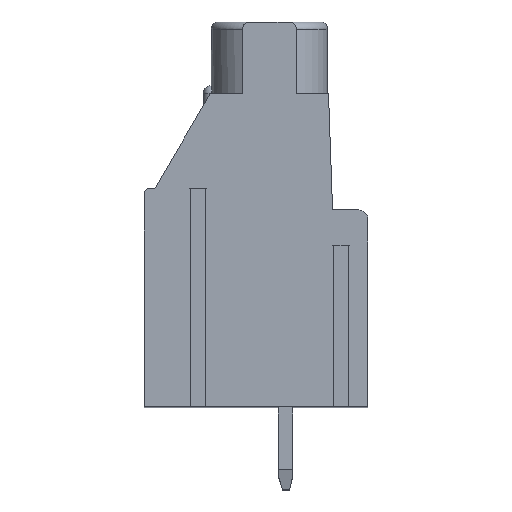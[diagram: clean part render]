
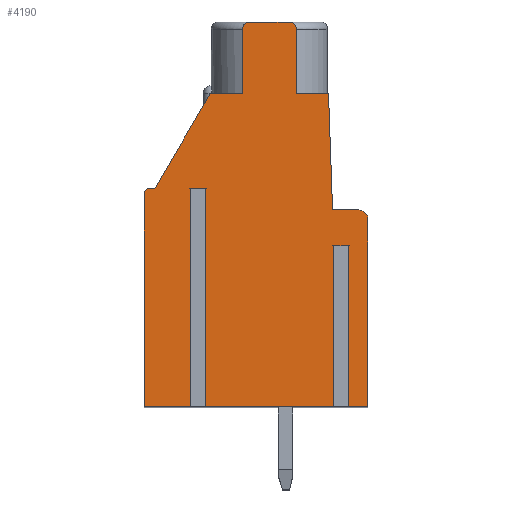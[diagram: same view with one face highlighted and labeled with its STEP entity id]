
A CAD part, top view. The second image highlights one B-rep face of the part: STEP entity #4190.
In plain terms, the highlighted planar face has unit normal (0, 0, 1).
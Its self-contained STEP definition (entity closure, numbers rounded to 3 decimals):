
#27=DIRECTION('',(-1.,0.,0.));
#28=VECTOR('',#27,0.82);
#29=CARTESIAN_POINT('',(-2.09,1.2,26.67));
#30=LINE('',#29,#28);
#31=DIRECTION('',(0.,1.,0.));
#32=VECTOR('',#31,12.2);
#33=CARTESIAN_POINT('',(-2.91,-11.,26.67));
#34=LINE('',#33,#32);
#35=DIRECTION('',(1.,0.,0.));
#36=VECTOR('',#35,2.59);
#37=CARTESIAN_POINT('',(-5.5,-11.,26.67));
#38=LINE('',#37,#36);
#39=DIRECTION('',(0.,-1.,0.));
#40=VECTOR('',#39,11.9);
#41=CARTESIAN_POINT('',(-5.5,0.9,26.67));
#42=LINE('',#41,#40);
#43=CARTESIAN_POINT('',(-5.2,0.9,26.67));
#44=DIRECTION('',(0.,0.,1.));
#45=DIRECTION('',(0.,1.,0.));
#46=AXIS2_PLACEMENT_3D('',#43,#44,#45);
#48=DIRECTION('',(-1.,0.,0.));
#49=VECTOR('',#48,0.3);
#50=CARTESIAN_POINT('',(-4.9,1.2,26.67));
#51=LINE('',#50,#49);
#52=DIRECTION('',(-0.505,-0.863,0.));
#53=VECTOR('',#52,6.14);
#54=CARTESIAN_POINT('',(-1.8,6.5,26.67));
#55=LINE('',#54,#53);
#56=DIRECTION('',(-1.,0.,0.));
#57=VECTOR('',#56,1.8);
#58=CARTESIAN_POINT('',(0.,6.5,26.67));
#59=LINE('',#58,#57);
#60=DIRECTION('',(0.,-1.,0.));
#61=VECTOR('',#60,3.6);
#62=CARTESIAN_POINT('',(0.,10.1,26.67));
#63=LINE('',#62,#61);
#64=CARTESIAN_POINT('',(0.4,10.1,26.67));
#65=DIRECTION('',(0.,0.,1.));
#66=DIRECTION('',(0.,1.,0.));
#67=AXIS2_PLACEMENT_3D('',#64,#65,#66);
#69=DIRECTION('',(-1.,0.,0.));
#70=VECTOR('',#69,2.2);
#71=CARTESIAN_POINT('',(2.6,10.5,26.67));
#72=LINE('',#71,#70);
#73=CARTESIAN_POINT('',(2.6,10.1,26.67));
#74=DIRECTION('',(0.,0.,1.));
#75=DIRECTION('',(1.,0.,0.));
#76=AXIS2_PLACEMENT_3D('',#73,#74,#75);
#78=DIRECTION('',(0.,1.,0.));
#79=VECTOR('',#78,3.6);
#80=CARTESIAN_POINT('',(3.,6.5,26.67));
#81=LINE('',#80,#79);
#82=DIRECTION('',(-1.,0.,0.));
#83=VECTOR('',#82,1.8);
#84=CARTESIAN_POINT('',(4.8,6.5,26.67));
#85=LINE('',#84,#83);
#86=DIRECTION('',(-0.035,0.999,0.));
#87=VECTOR('',#86,6.504);
#88=CARTESIAN_POINT('',(5.027,0.,26.67));
#89=LINE('',#88,#87);
#90=DIRECTION('',(-1.,0.,0.));
#91=VECTOR('',#90,1.473);
#92=CARTESIAN_POINT('',(6.5,0.,26.67));
#93=LINE('',#92,#91);
#94=CARTESIAN_POINT('',(6.5,-0.5,26.67));
#95=DIRECTION('',(0.,0.,1.));
#96=DIRECTION('',(1.,0.,0.));
#97=AXIS2_PLACEMENT_3D('',#94,#95,#96);
#99=DIRECTION('',(0.,1.,0.));
#100=VECTOR('',#99,10.5);
#101=CARTESIAN_POINT('',(7.,-11.,26.67));
#102=LINE('',#101,#100);
#103=DIRECTION('',(1.,0.,0.));
#104=VECTOR('',#103,1.09);
#105=CARTESIAN_POINT('',(5.91,-11.,26.67));
#106=LINE('',#105,#104);
#107=DIRECTION('',(0.,1.,0.));
#108=VECTOR('',#107,9.);
#109=CARTESIAN_POINT('',(5.91,-11.,26.67));
#110=LINE('',#109,#108);
#111=DIRECTION('',(-1.,0.,0.));
#112=VECTOR('',#111,0.82);
#113=CARTESIAN_POINT('',(5.91,-2.,26.67));
#114=LINE('',#113,#112);
#115=DIRECTION('',(0.,1.,0.));
#116=VECTOR('',#115,9.);
#117=CARTESIAN_POINT('',(5.09,-11.,26.67));
#118=LINE('',#117,#116);
#119=DIRECTION('',(1.,0.,0.));
#120=VECTOR('',#119,7.18);
#121=CARTESIAN_POINT('',(-2.09,-11.,26.67));
#122=LINE('',#121,#120);
#123=DIRECTION('',(0.,1.,0.));
#124=VECTOR('',#123,12.2);
#125=CARTESIAN_POINT('',(-2.09,-11.,26.67));
#126=LINE('',#125,#124);
#3283=CARTESIAN_POINT('',(7.,-11.,26.67));
#3284=CARTESIAN_POINT('',(7.,-0.5,26.67));
#3285=VERTEX_POINT('',#3283);
#3286=VERTEX_POINT('',#3284);
#3287=CARTESIAN_POINT('',(6.5,0.,26.67));
#3288=VERTEX_POINT('',#3287);
#3289=CARTESIAN_POINT('',(5.027,0.,26.67));
#3290=VERTEX_POINT('',#3289);
#3291=CARTESIAN_POINT('',(4.8,6.5,26.67));
#3292=VERTEX_POINT('',#3291);
#3293=CARTESIAN_POINT('',(3.,6.5,26.67));
#3294=VERTEX_POINT('',#3293);
#3295=CARTESIAN_POINT('',(3.,10.1,26.67));
#3296=VERTEX_POINT('',#3295);
#3297=CARTESIAN_POINT('',(2.6,10.5,26.67));
#3298=VERTEX_POINT('',#3297);
#3299=CARTESIAN_POINT('',(0.4,10.5,26.67));
#3300=VERTEX_POINT('',#3299);
#3301=CARTESIAN_POINT('',(0.,10.1,26.67));
#3302=VERTEX_POINT('',#3301);
#3303=CARTESIAN_POINT('',(0.,6.5,26.67));
#3304=VERTEX_POINT('',#3303);
#3305=CARTESIAN_POINT('',(-1.8,6.5,26.67));
#3306=VERTEX_POINT('',#3305);
#3307=CARTESIAN_POINT('',(-4.9,1.2,26.67));
#3308=VERTEX_POINT('',#3307);
#3309=CARTESIAN_POINT('',(-5.2,1.2,26.67));
#3310=VERTEX_POINT('',#3309);
#3311=CARTESIAN_POINT('',(-5.5,0.9,26.67));
#3312=VERTEX_POINT('',#3311);
#3313=CARTESIAN_POINT('',(-5.5,-11.,26.67));
#3314=VERTEX_POINT('',#3313);
#3435=CARTESIAN_POINT('',(5.91,-2.,26.67));
#3436=CARTESIAN_POINT('',(5.09,-2.,26.67));
#3437=VERTEX_POINT('',#3435);
#3438=VERTEX_POINT('',#3436);
#3439=CARTESIAN_POINT('',(5.09,-11.,26.67));
#3440=VERTEX_POINT('',#3439);
#3441=CARTESIAN_POINT('',(5.91,-11.,26.67));
#3442=VERTEX_POINT('',#3441);
#3459=CARTESIAN_POINT('',(-2.09,1.2,26.67));
#3460=CARTESIAN_POINT('',(-2.91,1.2,26.67));
#3461=VERTEX_POINT('',#3459);
#3462=VERTEX_POINT('',#3460);
#3463=CARTESIAN_POINT('',(-2.09,-11.,26.67));
#3464=VERTEX_POINT('',#3463);
#3465=CARTESIAN_POINT('',(-2.91,-11.,26.67));
#3466=VERTEX_POINT('',#3465);
#4135=CARTESIAN_POINT('',(0.,0.,26.67));
#4136=DIRECTION('',(0.,0.,1.));
#4137=DIRECTION('',(1.,0.,0.));
#4138=AXIS2_PLACEMENT_3D('',#4135,#4136,#4137);
#4139=PLANE('',#4138);
#4141=ORIENTED_EDGE('',*,*,#4140,.T.);
#4143=ORIENTED_EDGE('',*,*,#4142,.F.);
#4145=ORIENTED_EDGE('',*,*,#4144,.F.);
#4147=ORIENTED_EDGE('',*,*,#4146,.F.);
#4149=ORIENTED_EDGE('',*,*,#4148,.F.);
#4151=ORIENTED_EDGE('',*,*,#4150,.F.);
#4153=ORIENTED_EDGE('',*,*,#4152,.F.);
#4155=ORIENTED_EDGE('',*,*,#4154,.F.);
#4157=ORIENTED_EDGE('',*,*,#4156,.F.);
#4159=ORIENTED_EDGE('',*,*,#4158,.F.);
#4161=ORIENTED_EDGE('',*,*,#4160,.F.);
#4163=ORIENTED_EDGE('',*,*,#4162,.F.);
#4165=ORIENTED_EDGE('',*,*,#4164,.F.);
#4167=ORIENTED_EDGE('',*,*,#4166,.F.);
#4169=ORIENTED_EDGE('',*,*,#4168,.F.);
#4171=ORIENTED_EDGE('',*,*,#4170,.F.);
#4173=ORIENTED_EDGE('',*,*,#4172,.F.);
#4175=ORIENTED_EDGE('',*,*,#4174,.F.);
#4177=ORIENTED_EDGE('',*,*,#4176,.F.);
#4179=ORIENTED_EDGE('',*,*,#4178,.T.);
#4181=ORIENTED_EDGE('',*,*,#4180,.T.);
#4183=ORIENTED_EDGE('',*,*,#4182,.F.);
#4185=ORIENTED_EDGE('',*,*,#4184,.F.);
#4187=ORIENTED_EDGE('',*,*,#4186,.T.);
#4188=EDGE_LOOP('',(#4141,#4143,#4145,#4147,#4149,#4151,#4153,#4155,#4157,#4159,
#4161,#4163,#4165,#4167,#4169,#4171,#4173,#4175,#4177,#4179,#4181,#4183,#4185,
#4187));
#4189=FACE_OUTER_BOUND('',#4188,.F.);
#47=CIRCLE('',#46,0.3);
#68=CIRCLE('',#67,0.4);
#77=CIRCLE('',#76,0.4);
#98=CIRCLE('',#97,0.5);
#4140=EDGE_CURVE('',#3461,#3462,#30,.T.);
#4142=EDGE_CURVE('',#3466,#3462,#34,.T.);
#4144=EDGE_CURVE('',#3314,#3466,#38,.T.);
#4146=EDGE_CURVE('',#3312,#3314,#42,.T.);
#4148=EDGE_CURVE('',#3310,#3312,#47,.T.);
#4150=EDGE_CURVE('',#3308,#3310,#51,.T.);
#4152=EDGE_CURVE('',#3306,#3308,#55,.T.);
#4154=EDGE_CURVE('',#3304,#3306,#59,.T.);
#4156=EDGE_CURVE('',#3302,#3304,#63,.T.);
#4158=EDGE_CURVE('',#3300,#3302,#68,.T.);
#4160=EDGE_CURVE('',#3298,#3300,#72,.T.);
#4162=EDGE_CURVE('',#3296,#3298,#77,.T.);
#4164=EDGE_CURVE('',#3294,#3296,#81,.T.);
#4166=EDGE_CURVE('',#3292,#3294,#85,.T.);
#4168=EDGE_CURVE('',#3290,#3292,#89,.T.);
#4170=EDGE_CURVE('',#3288,#3290,#93,.T.);
#4172=EDGE_CURVE('',#3286,#3288,#98,.T.);
#4174=EDGE_CURVE('',#3285,#3286,#102,.T.);
#4176=EDGE_CURVE('',#3442,#3285,#106,.T.);
#4178=EDGE_CURVE('',#3442,#3437,#110,.T.);
#4180=EDGE_CURVE('',#3437,#3438,#114,.T.);
#4182=EDGE_CURVE('',#3440,#3438,#118,.T.);
#4184=EDGE_CURVE('',#3464,#3440,#122,.T.);
#4186=EDGE_CURVE('',#3464,#3461,#126,.T.);
#4190=ADVANCED_FACE('',(#4189),#4139,.T.);
